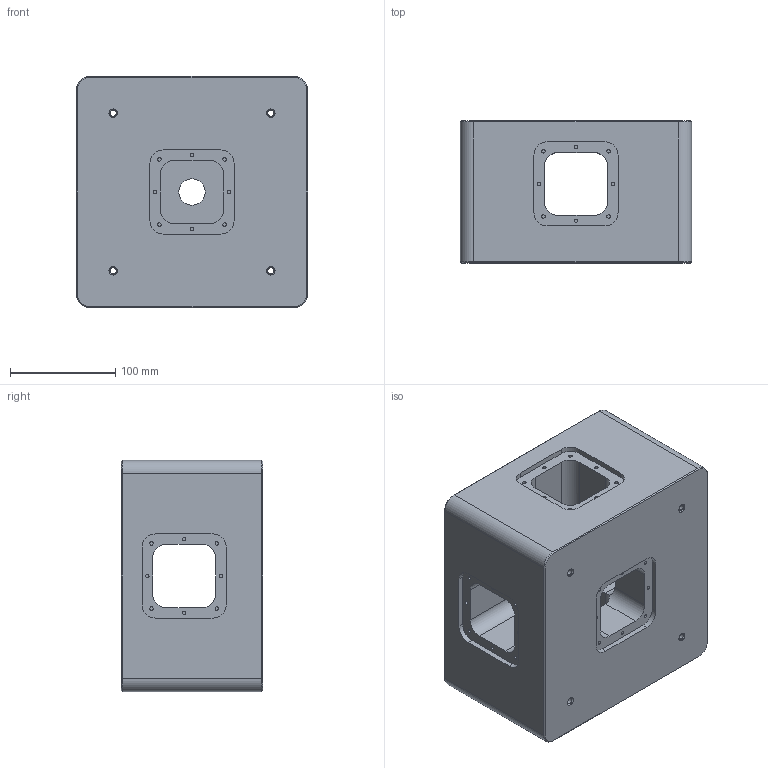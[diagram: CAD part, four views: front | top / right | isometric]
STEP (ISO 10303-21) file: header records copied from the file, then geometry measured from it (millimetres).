
FILE_DESCRIPTION (( 'STEP AP214' ), '1' );
FILE_NAME ('baseN_08.02.2016.STEP', '2016-05-06T08:50:38', ( '' ), ( '' ), 'SwSTEP 2.0', 'SolidWorks 2014', '' );
FILE_SCHEMA (( 'AUTOMOTIVE_DESIGN' ));
Length unit declared in the file: millimetre
Products named in the file (1): baseN_08.02.2016
Bounding box: 220 x 135 x 220 mm (x, y, z)
Volume: 4890680.3 mm3; surface area: 306363.1 mm2
Topology: 1 solids, 1 shells, 307 faces, 692 edges, 448 vertices
Faces by surface type: cylinder 176, plane 115, cone 16
Entity records: 9840 total; most frequent: DIRECTION 1628, CARTESIAN_POINT 1520, ORIENTED_EDGE 1384, EDGE_CURVE 692, AXIS2_PLACEMENT_3D 652, VERTEX_POINT 448, EDGE_LOOP 386, CIRCLE 344
